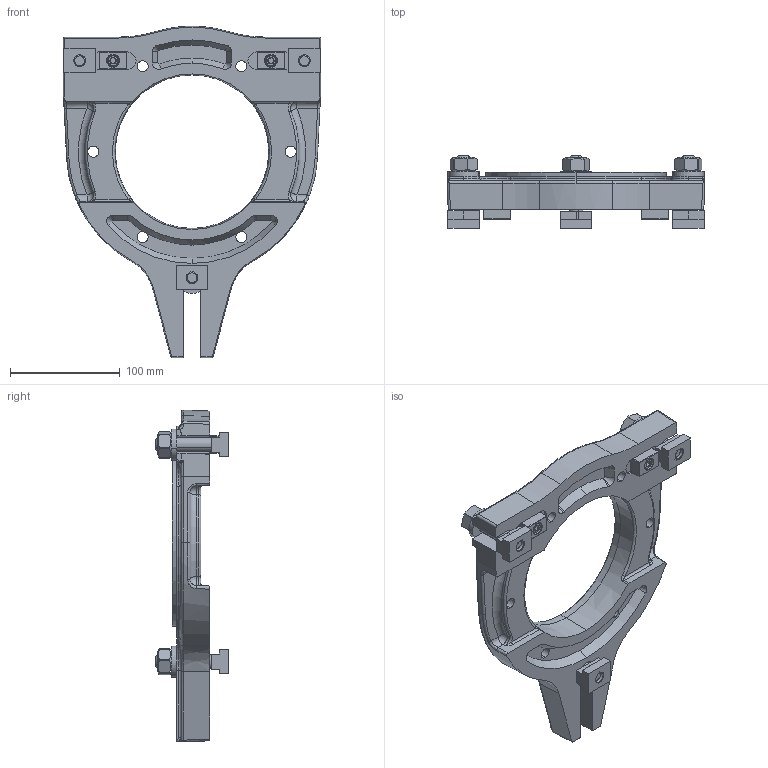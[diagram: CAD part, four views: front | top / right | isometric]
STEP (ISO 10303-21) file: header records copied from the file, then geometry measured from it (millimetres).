
FILE_DESCRIPTION (( 'STEP AP214' ), '1' );
FILE_NAME ('05-0223.STEP', '2023-03-02T20:07:27', ( '' ), ( '' ), 'SwSTEP 2.0', 'SolidWorks 2021', '' );
FILE_SCHEMA (( 'AUTOMOTIVE_DESIGN' ));
Length unit declared in the file: inch
Products named in the file (1): 05-0223
Bounding box: 235.09 x 66.62 x 302.53 mm (x, y, z)
Surface area: 146606.2 mm2 (no closed solid volume)
Topology: 0 solids, 16 shells, 431 faces, 1134 edges, 714 vertices
Faces by surface type: plane 150, cylinder 116, cone 88, bspline 41, torus 32, sphere 4
Entity records: 21111 total; most frequent: CARTESIAN_POINT 5210, DIRECTION 2159, ORIENTED_EDGE 2106, EDGE_CURVE 1128, AXIS2_PLACEMENT_3D 835, VERTEX_POINT 714, VECTOR 489, LINE 489
